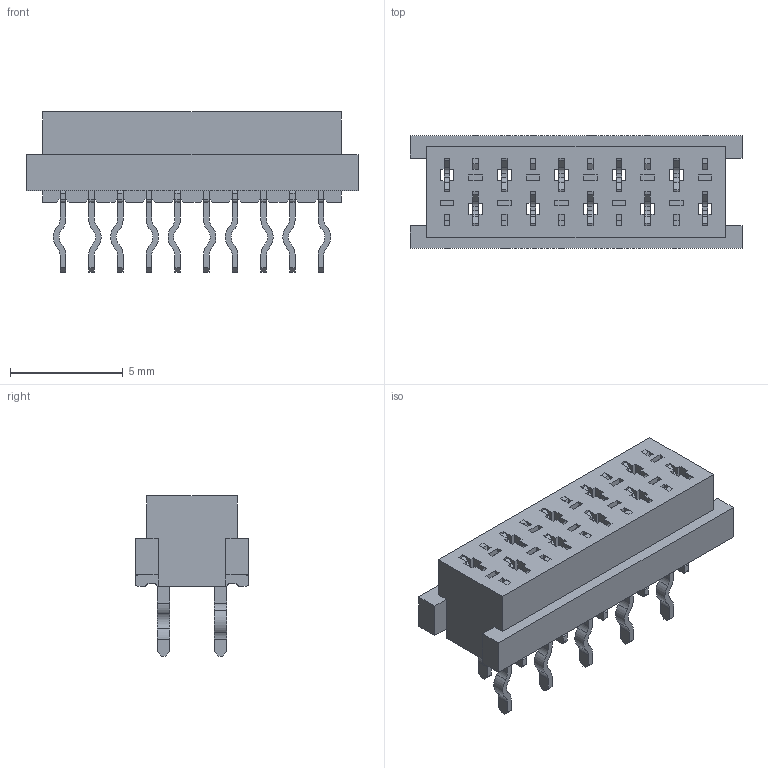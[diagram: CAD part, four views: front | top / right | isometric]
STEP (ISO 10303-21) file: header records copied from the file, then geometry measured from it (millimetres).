
FILE_DESCRIPTION( ( 'Unknown' ), '1' );
FILE_NAME( '690367181072.stp', 'Unknown', ( 'Unknown' ), ( 'Unknown' ), 'PSStep 14.0', 'Unknown', ' ' );
FILE_SCHEMA( ( 'AUTOMOTIVE_DESIGN { 1 0 10303 214 1 1 1 1 }' ) );
Length unit declared in the file: millimetre
Products named in the file (3): Assem1; Pin; 690367181072
Assembly tree (11 placements, depth 2):
  Assem1
    Pin  x10
    690367181072
Bounding box: 14.7 x 5 x 7.1 mm (x, y, z)
Volume: 223.9 mm3; surface area: 770.7 mm2
Topology: 11 solids, 11 shells, 812 faces, 2356 edges, 1556 vertices
Faces by surface type: plane 592, cylinder 220
Entity records: 14100 total; most frequent: CARTESIAN_POINT 2018, ORIENTED_EDGE 2012, DIRECTION 1762, EDGE_CURVE 1006, LINE 962, VECTOR 962, VERTEX_POINT 656, AXIS2_PLACEMENT_3D 400
